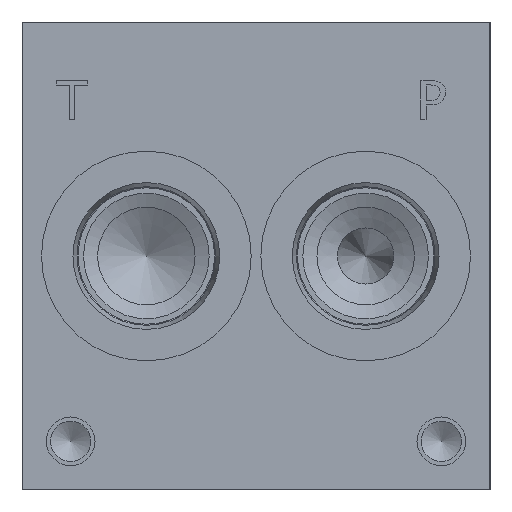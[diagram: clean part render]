
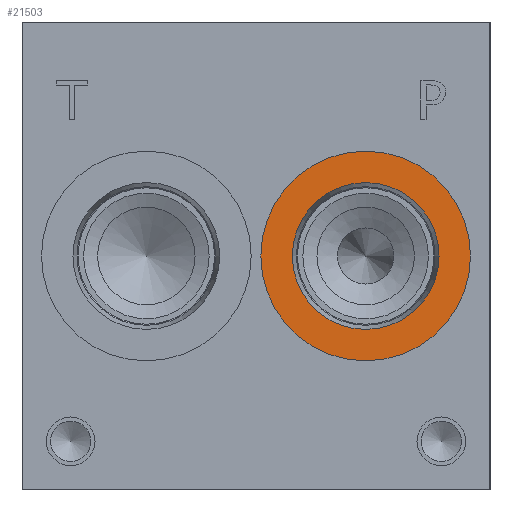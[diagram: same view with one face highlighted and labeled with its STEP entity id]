
A CAD part, left-side view. The second image highlights one B-rep face of the part: STEP entity #21503.
In plain terms, the highlighted planar face has unit normal (-1, 0, 0).
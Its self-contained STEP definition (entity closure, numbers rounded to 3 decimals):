
#1102=CIRCLE('',#23135,17.069);
#1103=CIRCLE('',#23136,17.069);
#1104=CIRCLE('',#23137,11.951);
#1285=FACE_BOUND('',#4491,.T.);
#3199=FACE_OUTER_BOUND('',#4490,.T.);
#4490=EDGE_LOOP('',(#18970,#18971));
#4491=EDGE_LOOP('',(#18972));
#10169=VERTEX_POINT('',#37567);
#10170=VERTEX_POINT('',#37568);
#10171=VERTEX_POINT('',#37571);
#13159=EDGE_CURVE('',#10169,#10170,#1102,.T.);
#13160=EDGE_CURVE('',#10170,#10169,#1103,.T.);
#13161=EDGE_CURVE('',#10171,#10171,#1104,.T.);
#18970=ORIENTED_EDGE('',*,*,#13159,.T.);
#18971=ORIENTED_EDGE('',*,*,#13160,.T.);
#18972=ORIENTED_EDGE('',*,*,#13161,.F.);
#19717=PLANE('',#23134);
#21503=ADVANCED_FACE('',(#3199,#1285),#19717,.T.);
#23134=AXIS2_PLACEMENT_3D('',#37566,#28113,#28114);
#23135=AXIS2_PLACEMENT_3D('',#37569,#28115,#28116);
#23136=AXIS2_PLACEMENT_3D('',#37570,#28117,#28118);
#23137=AXIS2_PLACEMENT_3D('',#37572,#28119,#28120);
#28113=DIRECTION('center_axis',(-1.,0.,0.));
#28114=DIRECTION('ref_axis',(0.,1.,0.));
#28115=DIRECTION('center_axis',(-1.,0.,0.));
#28116=DIRECTION('ref_axis',(0.,1.,0.));
#28117=DIRECTION('center_axis',(-1.,0.,0.));
#28118=DIRECTION('ref_axis',(0.,1.,0.));
#28119=DIRECTION('center_axis',(-1.,0.,0.));
#28120=DIRECTION('ref_axis',(0.,1.,0.));
#37566=CARTESIAN_POINT('Origin',(0.787,20.244,38.1));
#37567=CARTESIAN_POINT('',(0.787,37.313,38.1));
#37568=CARTESIAN_POINT('',(0.787,3.175,38.1));
#37569=CARTESIAN_POINT('Origin',(0.787,20.244,38.1));
#37570=CARTESIAN_POINT('Origin',(0.787,20.244,38.1));
#37571=CARTESIAN_POINT('',(0.787,8.293,38.1));
#37572=CARTESIAN_POINT('Origin',(0.787,20.244,38.1));
